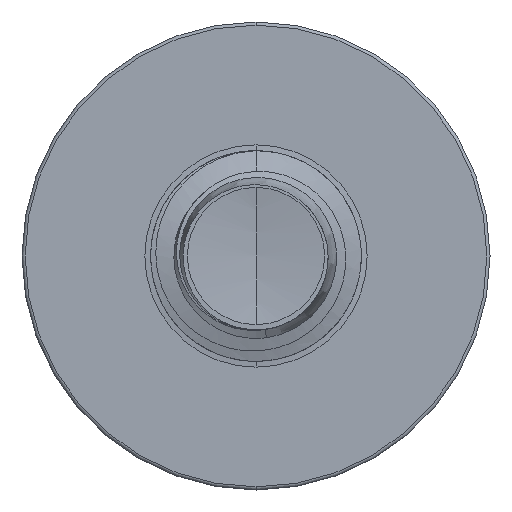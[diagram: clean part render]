
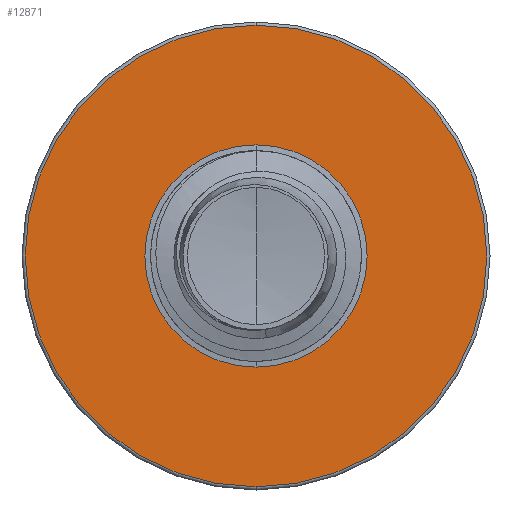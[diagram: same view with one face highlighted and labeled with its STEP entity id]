
A CAD part, front view. The second image highlights one B-rep face of the part: STEP entity #12871.
In plain terms, the highlighted planar face has unit normal (0, -1, 0).
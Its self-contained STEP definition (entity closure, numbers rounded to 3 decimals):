
#42 = AXIS2_PLACEMENT_3D ( 'NONE', #5957, #5936, #5883 ) ;
#215 = EDGE_LOOP ( 'NONE', ( #2776, #3101 ) ) ;
#267 = VERTEX_POINT ( 'NONE', #3193 ) ;
#759 = VERTEX_POINT ( 'NONE', #7467 ) ;
#2173 = AXIS2_PLACEMENT_3D ( 'NONE', #14745, #14731, #14729 ) ;
#2232 = EDGE_CURVE ( 'NONE', #759, #3031, #10680, .T. ) ;
#2236 = EDGE_CURVE ( 'NONE', #13879, #267, #14890, .T. ) ;
#2776 = ORIENTED_EDGE ( 'NONE', *, *, #11657, .F. ) ;
#3031 = VERTEX_POINT ( 'NONE', #8117 ) ;
#3101 = ORIENTED_EDGE ( 'NONE', *, *, #2236, .F. ) ;
#3193 = CARTESIAN_POINT ( 'NONE',  ( 0., 7.5, 4.933 ) ) ;
#3387 = ORIENTED_EDGE ( 'NONE', *, *, #2232, .T. ) ;
#3671 = ORIENTED_EDGE ( 'NONE', *, *, #11876, .T. ) ;
#4195 = CARTESIAN_POINT ( 'NONE',  ( 0., 7.5, -4.932 ) ) ;
#5883 = DIRECTION ( 'NONE',  ( 0., 0., 1. ) ) ;
#5936 = DIRECTION ( 'NONE',  ( 0., 1., 0. ) ) ;
#5957 = CARTESIAN_POINT ( 'NONE',  ( 0., 7.5, -2.375 ) ) ;
#6855 = CIRCLE ( 'NONE', #14167, 2.375 ) ;
#7467 = CARTESIAN_POINT ( 'NONE',  ( 0., 7.5, 2.375 ) ) ;
#8117 = CARTESIAN_POINT ( 'NONE',  ( 0., 7.5, -2.375 ) ) ;
#9715 = EDGE_LOOP ( 'NONE', ( #3387, #3671 ) ) ;
#10680 = CIRCLE ( 'NONE', #15499, 2.375 ) ;
#10717 = PLANE ( 'NONE',  #42 ) ;
#11284 = FACE_OUTER_BOUND ( 'NONE', #215, .T. ) ;
#11657 = EDGE_CURVE ( 'NONE', #267, #13879, #15338, .T. ) ;
#11876 = EDGE_CURVE ( 'NONE', #3031, #759, #6855, .T. ) ;
#12634 = DIRECTION ( 'NONE',  ( 0., 0., 1. ) ) ;
#12713 = DIRECTION ( 'NONE',  ( 0., 1., 0. ) ) ;
#12799 = CARTESIAN_POINT ( 'NONE',  ( 0., 7.5, 0. ) ) ;
#12871 = ADVANCED_FACE ( 'NONE', ( #11284, #13473 ), #10717, .F. ) ;
#12998 = DIRECTION ( 'NONE',  ( 0., 0., 1. ) ) ;
#13004 = DIRECTION ( 'NONE',  ( 0., 1., 0. ) ) ;
#13022 = CARTESIAN_POINT ( 'NONE',  ( 0., 7.5, 0. ) ) ;
#13473 = FACE_BOUND ( 'NONE', #9715, .T. ) ;
#13879 = VERTEX_POINT ( 'NONE', #4195 ) ;
#14167 = AXIS2_PLACEMENT_3D ( 'NONE', #12799, #12713, #12634 ) ;
#14635 = AXIS2_PLACEMENT_3D ( 'NONE', #13022, #13004, #12998 ) ;
#14729 = DIRECTION ( 'NONE',  ( 0., 0., 1. ) ) ;
#14731 = DIRECTION ( 'NONE',  ( 0., 1., 0. ) ) ;
#14745 = CARTESIAN_POINT ( 'NONE',  ( 0., 7.5, 0. ) ) ;
#14890 = CIRCLE ( 'NONE', #2173, 4.933 ) ;
#14902 = DIRECTION ( 'NONE',  ( 0., 0., 1. ) ) ;
#14985 = DIRECTION ( 'NONE',  ( 0., 1., 0. ) ) ;
#15115 = CARTESIAN_POINT ( 'NONE',  ( 0., 7.5, 0. ) ) ;
#15338 = CIRCLE ( 'NONE', #14635, 4.933 ) ;
#15499 = AXIS2_PLACEMENT_3D ( 'NONE', #15115, #14985, #14902 ) ;
